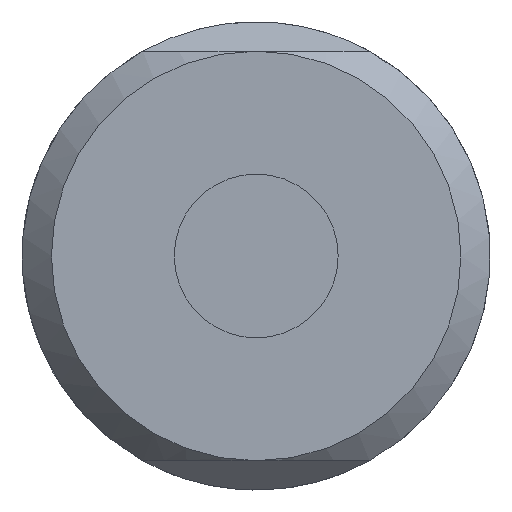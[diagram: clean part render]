
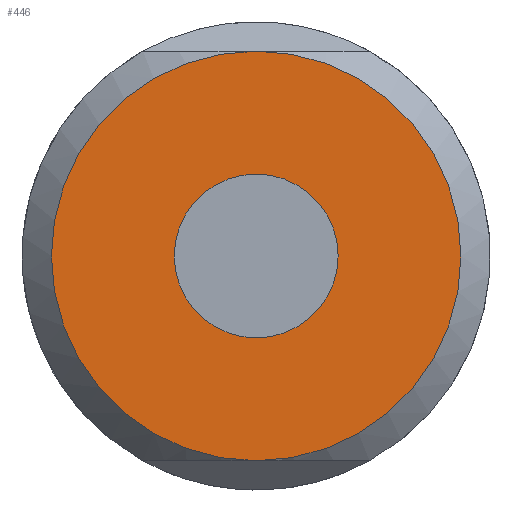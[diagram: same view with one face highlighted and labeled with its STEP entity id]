
A CAD part, left-side view. The second image highlights one B-rep face of the part: STEP entity #446.
In plain terms, the highlighted face is planar.
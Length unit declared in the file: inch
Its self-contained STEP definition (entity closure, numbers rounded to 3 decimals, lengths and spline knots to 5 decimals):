
#19 = DIRECTION ( 'NONE',  ( 0., 1., 0. ) ) ;
#22 = VERTEX_POINT ( 'NONE', #190 ) ;
#54 = DIRECTION ( 'NONE',  ( 0., 0., -1. ) ) ;
#58 = FACE_OUTER_BOUND ( 'NONE', #370, .T. ) ;
#88 = DIRECTION ( 'NONE',  ( 0., -1., 0. ) ) ;
#103 = AXIS2_PLACEMENT_3D ( 'NONE', #267, #88, #54 ) ;
#110 = EDGE_LOOP ( 'NONE', ( #286 ) ) ;
#120 = DIRECTION ( 'NONE',  ( 0., 0., 1. ) ) ;
#125 = EDGE_CURVE ( 'NONE', #193, #193, #306, .T. ) ;
#155 = FACE_BOUND ( 'NONE', #110, .T. ) ;
#181 = AXIS2_PLACEMENT_3D ( 'NONE', #232, #19, #270 ) ;
#190 = CARTESIAN_POINT ( 'NONE',  ( 0., -0.5515, -0.05512 ) ) ;
#193 = VERTEX_POINT ( 'NONE', #308 ) ;
#232 = CARTESIAN_POINT ( 'NONE',  ( 0., -0.5515, 0. ) ) ;
#233 = CARTESIAN_POINT ( 'NONE',  ( 0.05512, -0.5515, 0. ) ) ;
#267 = CARTESIAN_POINT ( 'NONE',  ( 0., -0.5515, 0. ) ) ;
#270 = DIRECTION ( 'NONE',  ( 0., 0., -1. ) ) ;
#286 = ORIENTED_EDGE ( 'NONE', *, *, #470, .F. ) ;
#303 = CIRCLE ( 'NONE', #103, 0.05512 ) ;
#304 = PLANE ( 'NONE',  #403 ) ;
#306 = CIRCLE ( 'NONE', #181, 0.1378 ) ;
#308 = CARTESIAN_POINT ( 'NONE',  ( 0., -0.5515, -0.1378 ) ) ;
#320 = ORIENTED_EDGE ( 'NONE', *, *, #125, .F. ) ;
#370 = EDGE_LOOP ( 'NONE', ( #320 ) ) ;
#403 = AXIS2_PLACEMENT_3D ( 'NONE', #233, #427, #120 ) ;
#427 = DIRECTION ( 'NONE',  ( 0., 1., 0. ) ) ;
#446 = ADVANCED_FACE ( 'NONE', ( #155, #58 ), #304, .F. ) ;
#470 = EDGE_CURVE ( 'NONE', #22, #22, #303, .T. ) ;
